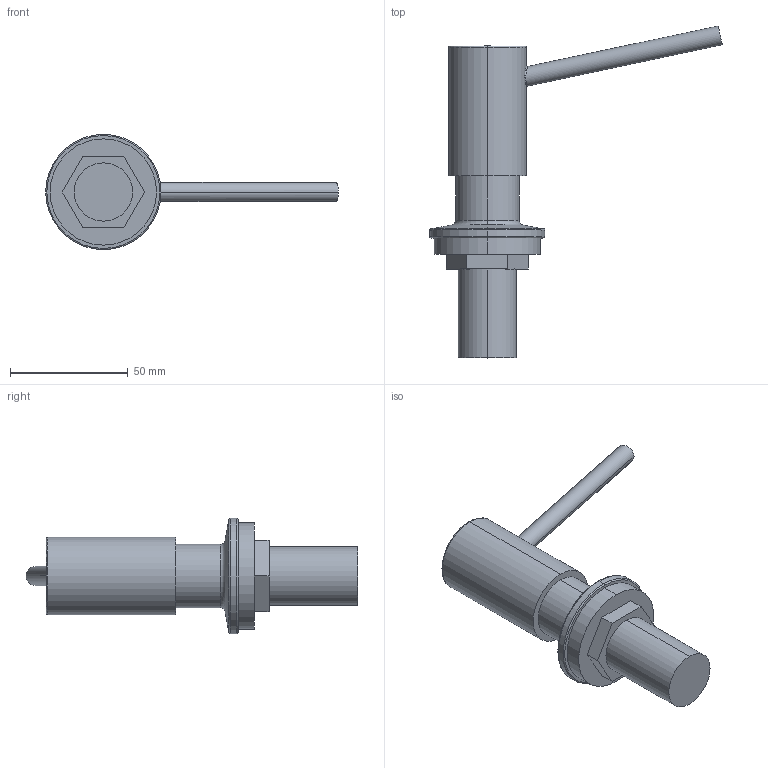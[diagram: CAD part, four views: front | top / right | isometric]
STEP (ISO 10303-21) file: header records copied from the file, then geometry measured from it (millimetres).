
FILE_DESCRIPTION(('STEP AP214'),'1');
FILE_NAME('lmittelspender Basic .STP','2026-01-12T08:39:24',(' '),(' '),'Spatial InterOp 3D',' ',' ');
FILE_SCHEMA(('AUTOMOTIVE_DESIGN { 1 0 10303 214 1 1 1 1 }'));
Length unit declared in the file: millimetre
Products named in the file (2): 5022216-5022218 KWC Spülmittelspender Basic ; ASSEM1
Assembly tree (1 placements, depth 2):
  5022216-5022218 KWC Spülmittelspender Basic 
    ASSEM1
Bounding box: 124.38 x 141.13 x 49 mm (x, y, z)
Surface area: 22540 mm2 (no closed solid volume)
Topology: 0 solids, 6 shells, 37 faces, 76 edges, 46 vertices
Faces by surface type: plane 13, cylinder 12, torus 8, cone 2, bspline 2
Entity records: 1271 total; most frequent: CARTESIAN_POINT 451, DIRECTION 186, ORIENTED_EDGE 138, AXIS2_PLACEMENT_3D 77, EDGE_CURVE 76, VERTEX_POINT 46, CIRCLE 40, FACE_SURFACE 37
